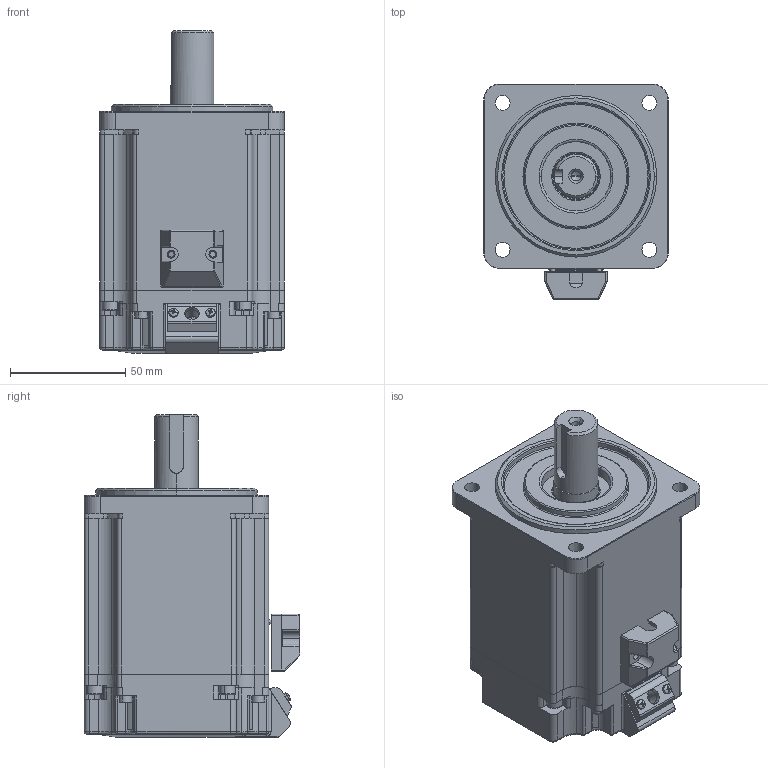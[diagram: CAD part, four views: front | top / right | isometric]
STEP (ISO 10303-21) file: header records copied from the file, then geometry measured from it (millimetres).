
FILE_DESCRIPTION (( 'STEP AP203' ), '1' );
FILE_NAME ('WB80ST-M024¶Ì¿î.STEP', '2022-08-26T03:14:12', ( 'lvbing' ), ( 'WG' ), 'SwSTEP 2.0', 'SolidWorks 2018', '' );
FILE_SCHEMA (( 'CONFIG_CONTROL_DESIGN' ));
Length unit declared in the file: millimetre
Products named in the file (1): WB80ST-M024傻遴
Bounding box: 80 x 93.5 x 140 mm (x, y, z)
Volume: 616838.2 mm3; surface area: 83827.2 mm2
Topology: 7 solids, 21 shells, 918 faces, 2249 edges, 1406 vertices
Faces by surface type: plane 390, cylinder 374, torus 70, cone 65, sphere 18, bspline 1
Entity records: 27437 total; most frequent: CARTESIAN_POINT 5254, DIRECTION 4937, ORIENTED_EDGE 4414, EDGE_CURVE 2207, AXIS2_PLACEMENT_3D 1903, VERTEX_POINT 1406, LINE 1131, VECTOR 1131
